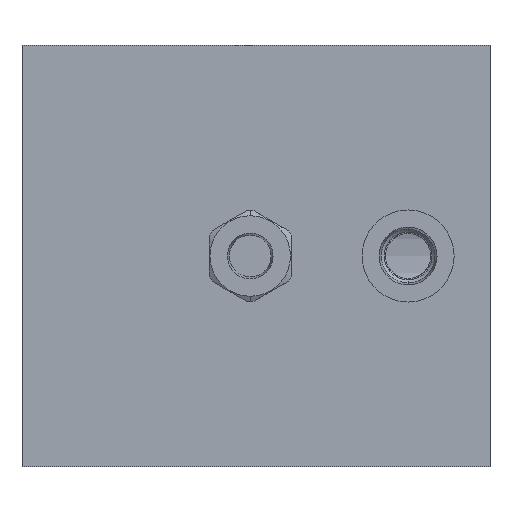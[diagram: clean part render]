
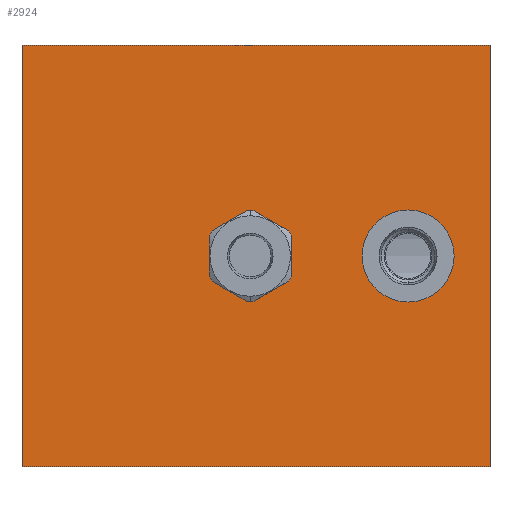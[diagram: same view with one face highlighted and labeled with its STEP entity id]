
A CAD part, front view. The second image highlights one B-rep face of the part: STEP entity #2924.
In plain terms, the highlighted planar face has unit normal (0, -1, 0).
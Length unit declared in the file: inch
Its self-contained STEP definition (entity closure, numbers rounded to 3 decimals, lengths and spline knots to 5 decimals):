
#5=DIRECTION('',(1.,0.,0.));
#6=VECTOR('',#5,5.);
#7=CARTESIAN_POINT('',(0.,-3.938,0.));
#8=LINE('',#7,#6);
#145=DIRECTION('',(0.,0.,1.));
#146=VECTOR('',#145,4.5);
#147=CARTESIAN_POINT('',(5.,-3.938,0.));
#148=LINE('',#147,#146);
#159=DIRECTION('',(0.,0.,1.));
#160=VECTOR('',#159,4.5);
#161=CARTESIAN_POINT('',(0.,-3.938,0.));
#162=LINE('',#161,#160);
#163=CARTESIAN_POINT('',(4.125,-3.938,2.25));
#164=DIRECTION('',(0.,1.,0.));
#165=DIRECTION('',(0.,0.,-1.));
#166=AXIS2_PLACEMENT_3D('',#163,#164,#165);
#168=CARTESIAN_POINT('',(4.125,-3.938,2.25));
#169=DIRECTION('',(0.,1.,0.));
#170=DIRECTION('',(0.,0.,1.));
#171=AXIS2_PLACEMENT_3D('',#168,#169,#170);
#173=CARTESIAN_POINT('',(2.438,-3.938,2.25));
#174=DIRECTION('',(0.,1.,0.));
#175=DIRECTION('',(0.,0.,-1.));
#176=AXIS2_PLACEMENT_3D('',#173,#174,#175);
#178=CARTESIAN_POINT('',(2.438,-3.938,2.25));
#179=DIRECTION('',(0.,1.,0.));
#180=DIRECTION('',(0.,0.,1.));
#181=AXIS2_PLACEMENT_3D('',#178,#179,#180);
#195=DIRECTION('',(1.,0.,0.));
#196=VECTOR('',#195,5.);
#197=CARTESIAN_POINT('',(0.,-3.938,4.5));
#198=LINE('',#197,#196);
#2377=CARTESIAN_POINT('',(0.,-3.938,0.));
#2379=VERTEX_POINT('',#2377);
#2380=CARTESIAN_POINT('',(5.,-3.938,0.));
#2381=VERTEX_POINT('',#2380);
#2385=CARTESIAN_POINT('',(0.,-3.938,4.5));
#2387=VERTEX_POINT('',#2385);
#2388=CARTESIAN_POINT('',(5.,-3.938,4.5));
#2389=VERTEX_POINT('',#2388);
#2392=CARTESIAN_POINT('',(4.125,-3.938,1.758));
#2394=VERTEX_POINT('',#2392);
#2396=CARTESIAN_POINT('',(4.125,-3.938,2.742));
#2398=VERTEX_POINT('',#2396);
#2460=CARTESIAN_POINT('',(2.438,-3.938,1.8195));
#2461=CARTESIAN_POINT('',(2.438,-3.938,2.6805));
#2462=VERTEX_POINT('',#2460);
#2463=VERTEX_POINT('',#2461);
#2900=CARTESIAN_POINT('',(0.,-3.938,0.));
#2901=DIRECTION('',(0.,-1.,0.));
#2902=DIRECTION('',(1.,0.,0.));
#2903=AXIS2_PLACEMENT_3D('',#2900,#2901,#2902);
#2904=PLANE('',#2903);
#2905=ORIENTED_EDGE('',*,*,#2770,.F.);
#2906=ORIENTED_EDGE('',*,*,#2801,.T.);
#2908=ORIENTED_EDGE('',*,*,#2907,.T.);
#2909=ORIENTED_EDGE('',*,*,#2886,.F.);
#2910=EDGE_LOOP('',(#2905,#2906,#2908,#2909));
#2911=FACE_OUTER_BOUND('',#2910,.F.);
#2913=ORIENTED_EDGE('',*,*,#2912,.F.);
#2915=ORIENTED_EDGE('',*,*,#2914,.F.);
#2916=EDGE_LOOP('',(#2913,#2915));
#2917=FACE_BOUND('',#2916,.F.);
#2919=ORIENTED_EDGE('',*,*,#2918,.F.);
#2921=ORIENTED_EDGE('',*,*,#2920,.F.);
#2922=EDGE_LOOP('',(#2919,#2921));
#2923=FACE_BOUND('',#2922,.F.);
#2924=ADVANCED_FACE('',(#2911,#2917,#2923),#2904,.T.);
#167=CIRCLE('',#166,0.492);
#172=CIRCLE('',#171,0.492);
#177=CIRCLE('',#176,0.4305);
#182=CIRCLE('',#181,0.4305);
#2770=EDGE_CURVE('',#2379,#2381,#8,.T.);
#2801=EDGE_CURVE('',#2379,#2387,#162,.T.);
#2886=EDGE_CURVE('',#2381,#2389,#148,.T.);
#2907=EDGE_CURVE('',#2387,#2389,#198,.T.);
#2912=EDGE_CURVE('',#2394,#2398,#167,.T.);
#2914=EDGE_CURVE('',#2398,#2394,#172,.T.);
#2918=EDGE_CURVE('',#2462,#2463,#177,.T.);
#2920=EDGE_CURVE('',#2463,#2462,#182,.T.);
